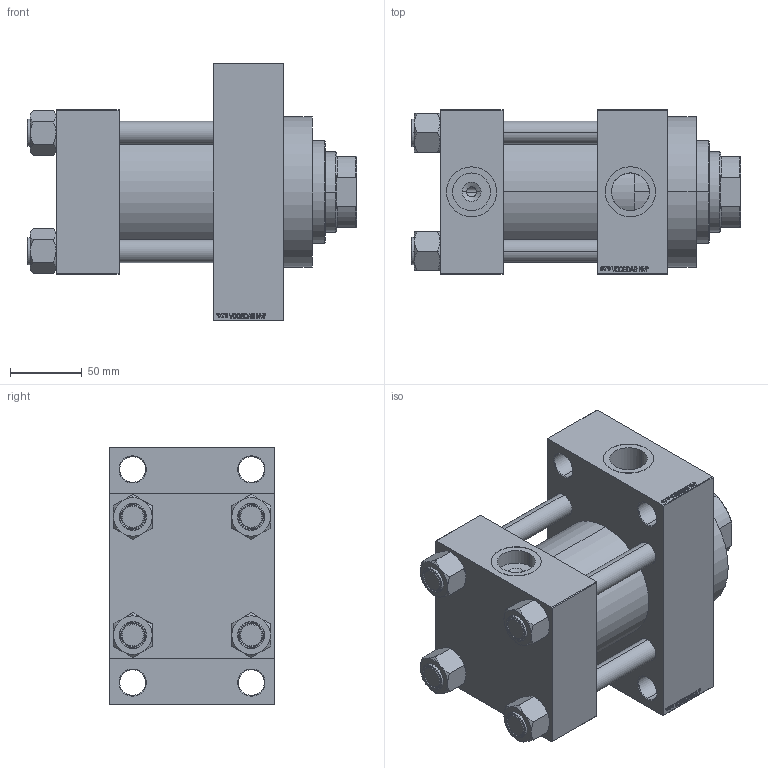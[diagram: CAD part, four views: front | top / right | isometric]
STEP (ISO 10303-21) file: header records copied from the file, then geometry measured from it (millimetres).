
FILE_DESCRIPTION (( 'STEP AP203' ), '1' );
FILE_NAME ('b1ff.STEP', '2025-12-11T12:48:50', ( '' ), ( '' ), 'SwSTEP 2.0', 'SolidWorks 2019', '' );
FILE_SCHEMA (( 'CONFIG_CONTROL_DESIGN' ));
Length unit declared in the file: millimetre
Products named in the file (6): V215CD_NUT_M5_D 5300615888c0672def689a3886823fda; V215CD_VC_A 5300615888c0672def689a3886823fda; b1ff; V215CD_VCP_D 5300615888c0672def689a3886823fda; V215CD_D_TYCINKA 5300615888c0672def689a3886823fda; V215CD_D_Body 5300615888c0672def689a3886823fda
Assembly tree (11 placements, depth 2):
  b1ff
    V215CD_D_Body 5300615888c0672def689a3886823fda
    V215CD_VC_A 5300615888c0672def689a3886823fda
    V215CD_VCP_D 5300615888c0672def689a3886823fda
    V215CD_D_TYCINKA 5300615888c0672def689a3886823fda  x4
    V215CD_NUT_M5_D 5300615888c0672def689a3886823fda  x4
Bounding box: 230 x 115 x 180 mm (x, y, z)
Volume: 2101511.5 mm3; surface area: 310735.8 mm2
Topology: 11 solids, 11 shells, 1148 faces, 2905 edges, 1889 vertices
Faces by surface type: plane 544, bspline 368, cone 142, cylinder 86, torus 8
Entity records: 47683 total; most frequent: CARTESIAN_POINT 25219, ORIENTED_EDGE 5074, DIRECTION 3251, EDGE_CURVE 2537, VERTEX_POINT 1667, VECTOR 1525, LINE 1525, EDGE_LOOP 1122
